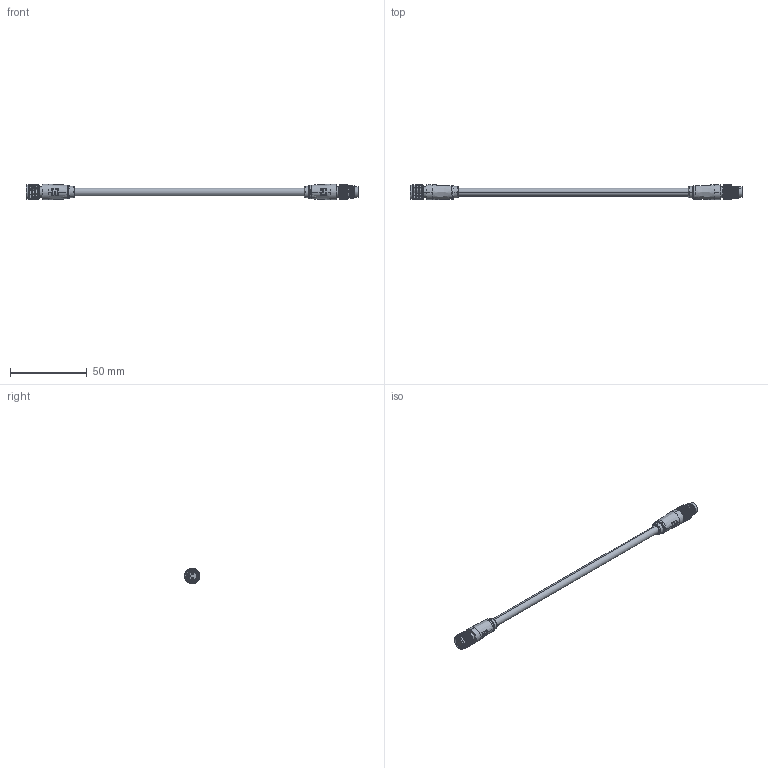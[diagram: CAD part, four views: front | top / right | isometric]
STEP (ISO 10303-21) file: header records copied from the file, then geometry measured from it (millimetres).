
FILE_DESCRIPTION (( 'STEP AP203' ), '1' );
FILE_NAME ('10-04167.STEP', '2021-10-04T21:04:12', ( '' ), ( '' ), 'SwSTEP 2.0', 'SolidWorks 2021', '' );
FILE_SCHEMA (( 'CONFIG_CONTROL_DESIGN' ));
Length unit declared in the file: millimetre
Products named in the file (14): 50-00681-04___; 50-00681-05___; 50-00679-03___; 50-00681-01___; 10-04167; 24-00378_3D print; 50-00679___; 50-00681-03___; 50-00681___; 50-00679-01___; 50-00679-04___; 50-00679-02___; 50-00681-02___; 30-01571_blunt cut
Assembly tree (18 placements, depth 3):
  10-04167
    30-01571_blunt cut
    24-00378_3D print  x2
    50-00681___
      50-00681-01___
      50-00681-02___
      50-00681-03___  x3
      50-00681-04___
      50-00681-05___
    50-00679___
      50-00679-01___
      50-00679-02___
      50-00679-03___  x3
      50-00679-04___
Bounding box: 216.5 x 10.25 x 10 mm (x, y, z)
Volume: 7269.9 mm3; surface area: 34536.2 mm2
Topology: 183 solids, 183 shells, 4958 faces, 11499 edges, 6939 vertices
Faces by surface type: bspline 2479, cylinder 1515, plane 556, cone 366, torus 36, sphere 6
Entity records: 284495 total; most frequent: CARTESIAN_POINT 199653, ORIENTED_EDGE 21476, EDGE_CURVE 10738, DIRECTION 9596, B_SPLINE_CURVE_WITH_KNOTS 6953, VERTEX_POINT 6464, EDGE_LOOP 5040, FACE_OUTER_BOUND 4653
